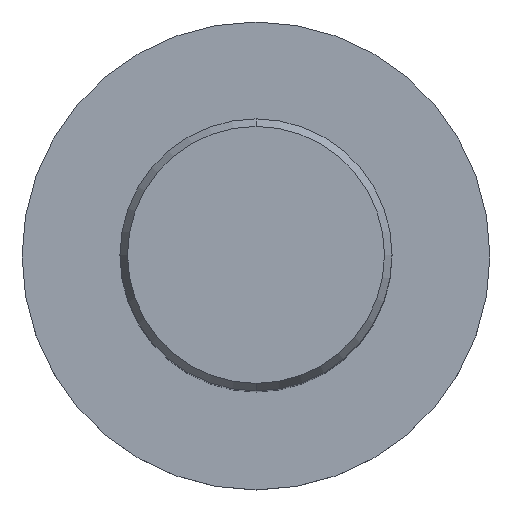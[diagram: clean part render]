
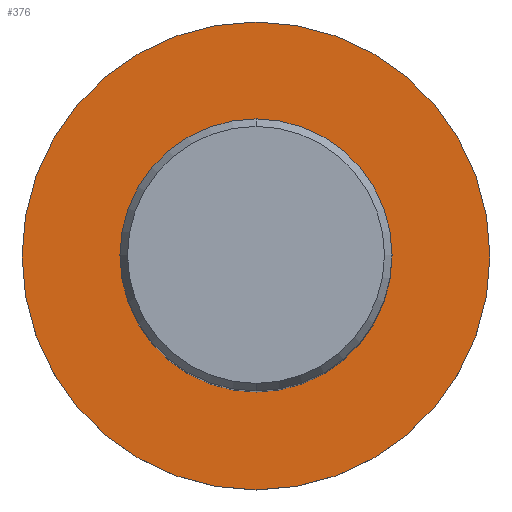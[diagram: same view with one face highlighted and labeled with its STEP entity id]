
A CAD part, top view. The second image highlights one B-rep face of the part: STEP entity #376.
In plain terms, the highlighted planar face has unit normal (0, 0, 1).
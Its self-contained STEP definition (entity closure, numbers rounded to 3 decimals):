
#266=VERTEX_POINT('',#605);
#274=EDGE_CURVE('',#502,#266,#613,.T.);
#320=VERTEX_POINT('',#663);
#348=EDGE_CURVE('',#320,#446,#693,.T.);
#368=EDGE_CURVE('',#446,#320,#715,.T.);
#376=ADVANCED_FACE('',(#725,#726),#727,.T.);
#426=EDGE_CURVE('',#266,#502,#786,.T.);
#446=VERTEX_POINT('',#808);
#502=VERTEX_POINT('',#866);
#605=CARTESIAN_POINT('',(0.0,12.5,-56.0));
#613=CIRCLE('',#1046,12.5);
#663=CARTESIAN_POINT('',(0.,-21.5,-56.0));
#693=CIRCLE('',#1185,21.5);
#715=CIRCLE('',#1250,21.5);
#725=FACE_BOUND('',#1262,.T.);
#726=FACE_OUTER_BOUND('',#1263,.T.);
#727=PLANE('',#1264);
#786=CIRCLE('',#1372,12.5);
#808=CARTESIAN_POINT('',(0.0,21.5,-56.0));
#866=CARTESIAN_POINT('',(0.,-12.5,-56.0));
#1046=AXIS2_PLACEMENT_3D('',#1672,#1673,#1674);
#1185=AXIS2_PLACEMENT_3D('',#1764,#1765,#1766);
#1250=AXIS2_PLACEMENT_3D('',#1784,#1785,#1786);
#1262=EDGE_LOOP('',(#1805,#1806));
#1263=EDGE_LOOP('',(#1807,#1808));
#1264=AXIS2_PLACEMENT_3D('',#1809,#1810,#1811);
#1372=AXIS2_PLACEMENT_3D('',#1898,#1899,#1900);
#1672=CARTESIAN_POINT('',(0.0,0.0,-56.0));
#1673=DIRECTION('',(-0.0,0.0,-1.0));
#1674=DIRECTION('',(0.0,1.0,0.0));
#1764=CARTESIAN_POINT('',(0.0,0.0,-56.0));
#1765=DIRECTION('',(0.0,0.0,-1.0));
#1766=DIRECTION('',(0.0,1.0,0.0));
#1784=CARTESIAN_POINT('',(0.0,0.0,-56.0));
#1785=DIRECTION('',(0.0,0.0,-1.0));
#1786=DIRECTION('',(0.0,1.0,0.0));
#1805=ORIENTED_EDGE('',*,*,#426,.T.);
#1806=ORIENTED_EDGE('',*,*,#274,.T.);
#1807=ORIENTED_EDGE('',*,*,#368,.F.);
#1808=ORIENTED_EDGE('',*,*,#348,.F.);
#1809=CARTESIAN_POINT('',(0.0,10.75,-56.0));
#1810=DIRECTION('',(-0.0,0.0,1.0));
#1811=DIRECTION('',(0.0,-1.0,0.0));
#1898=CARTESIAN_POINT('',(0.0,0.0,-56.0));
#1899=DIRECTION('',(-0.0,0.0,-1.0));
#1900=DIRECTION('',(0.0,1.0,0.0));
